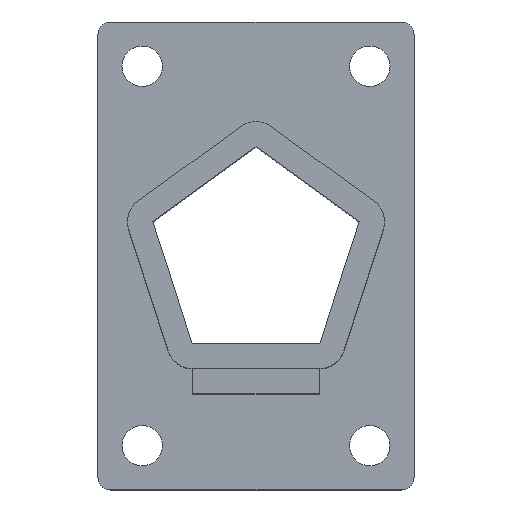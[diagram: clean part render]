
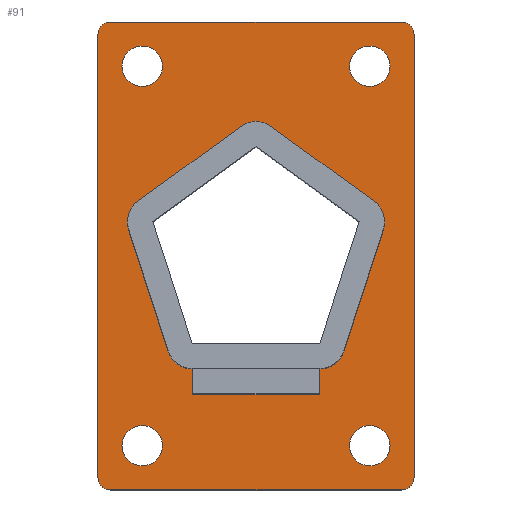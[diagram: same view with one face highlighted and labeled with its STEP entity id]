
A CAD part, top view. The second image highlights one B-rep face of the part: STEP entity #91.
In plain terms, the highlighted planar face has unit normal (0, 0, 1).
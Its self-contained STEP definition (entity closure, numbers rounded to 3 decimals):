
#21 = EDGE_CURVE('',#22,#24,#26,.T.);
#22 = VERTEX_POINT('',#23);
#23 = CARTESIAN_POINT('',(-5.047,-8.946,4.));
#24 = VERTEX_POINT('',#25);
#25 = CARTESIAN_POINT('',(5.047,-8.946,4.));
#26 = LINE('',#27,#28);
#27 = CARTESIAN_POINT('',(-6.5,-8.946,4.));
#28 = VECTOR('',#29,1.);
#29 = DIRECTION('',(1.,0.,0.));
#91 = ADVANCED_FACE('',(#92,#170,#240,#251,#262,#273),#284,.T.);
#92 = FACE_BOUND('',#93,.T.);
#93 = EDGE_LOOP('',(#94,#104,#113,#121,#130,#138,#145,#146,#155,#163));
#94 = ORIENTED_EDGE('',*,*,#95,.F.);
#95 = EDGE_CURVE('',#96,#98,#100,.T.);
#96 = VERTEX_POINT('',#97);
#97 = CARTESIAN_POINT('',(-1.176,10.204,4.));
#98 = VERTEX_POINT('',#99);
#99 = CARTESIAN_POINT('',(-9.342,4.271,4.));
#100 = LINE('',#101,#102);
#101 = CARTESIAN_POINT('',(0.,11.058,4.));
#102 = VECTOR('',#103,1.);
#103 = DIRECTION('',(-0.809,-0.588,0.));
#104 = ORIENTED_EDGE('',*,*,#105,.T.);
#105 = EDGE_CURVE('',#96,#106,#108,.T.);
#106 = VERTEX_POINT('',#107);
#107 = CARTESIAN_POINT('',(1.176,10.204,4.));
#108 = CIRCLE('',#109,2.);
#109 = AXIS2_PLACEMENT_3D('',#110,#111,#112);
#110 = CARTESIAN_POINT('',(0.,8.586,4.));
#111 = DIRECTION('',(-0.,-0.,-1.));
#112 = DIRECTION('',(0.,-1.,0.));
#113 = ORIENTED_EDGE('',*,*,#114,.F.);
#114 = EDGE_CURVE('',#115,#106,#117,.T.);
#115 = VERTEX_POINT('',#116);
#116 = CARTESIAN_POINT('',(9.342,4.271,4.));
#117 = LINE('',#118,#119);
#118 = CARTESIAN_POINT('',(10.517,3.417,4.));
#119 = VECTOR('',#120,1.);
#120 = DIRECTION('',(-0.809,0.588,0.));
#121 = ORIENTED_EDGE('',*,*,#122,.F.);
#122 = EDGE_CURVE('',#123,#115,#125,.T.);
#123 = VERTEX_POINT('',#124);
#124 = CARTESIAN_POINT('',(10.068,2.035,4.));
#125 = CIRCLE('',#126,2.);
#126 = AXIS2_PLACEMENT_3D('',#127,#128,#129);
#127 = CARTESIAN_POINT('',(8.166,2.653,4.));
#128 = DIRECTION('',(-0.,0.,1.));
#129 = DIRECTION('',(0.,-1.,0.));
#130 = ORIENTED_EDGE('',*,*,#131,.F.);
#131 = EDGE_CURVE('',#132,#123,#134,.T.);
#132 = VERTEX_POINT('',#133);
#133 = CARTESIAN_POINT('',(6.949,-7.565,4.));
#134 = LINE('',#135,#136);
#135 = CARTESIAN_POINT('',(6.5,-8.946,4.));
#136 = VECTOR('',#137,1.);
#137 = DIRECTION('',(0.309,0.951,0.));
#138 = ORIENTED_EDGE('',*,*,#139,.F.);
#139 = EDGE_CURVE('',#24,#132,#140,.T.);
#140 = CIRCLE('',#141,2.);
#141 = AXIS2_PLACEMENT_3D('',#142,#143,#144);
#142 = CARTESIAN_POINT('',(5.047,-6.946,4.));
#143 = DIRECTION('',(-0.,0.,1.));
#144 = DIRECTION('',(0.,-1.,0.));
#145 = ORIENTED_EDGE('',*,*,#21,.F.);
#146 = ORIENTED_EDGE('',*,*,#147,.T.);
#147 = EDGE_CURVE('',#22,#148,#150,.T.);
#148 = VERTEX_POINT('',#149);
#149 = CARTESIAN_POINT('',(-6.949,-7.565,4.));
#150 = CIRCLE('',#151,2.);
#151 = AXIS2_PLACEMENT_3D('',#152,#153,#154);
#152 = CARTESIAN_POINT('',(-5.047,-6.946,4.));
#153 = DIRECTION('',(-0.,-0.,-1.));
#154 = DIRECTION('',(0.,-1.,0.));
#155 = ORIENTED_EDGE('',*,*,#156,.F.);
#156 = EDGE_CURVE('',#157,#148,#159,.T.);
#157 = VERTEX_POINT('',#158);
#158 = CARTESIAN_POINT('',(-10.068,2.035,4.));
#159 = LINE('',#160,#161);
#160 = CARTESIAN_POINT('',(-10.517,3.417,4.));
#161 = VECTOR('',#162,1.);
#162 = DIRECTION('',(0.309,-0.951,0.));
#163 = ORIENTED_EDGE('',*,*,#164,.T.);
#164 = EDGE_CURVE('',#157,#98,#165,.T.);
#165 = CIRCLE('',#166,2.);
#166 = AXIS2_PLACEMENT_3D('',#167,#168,#169);
#167 = CARTESIAN_POINT('',(-8.166,2.653,4.));
#168 = DIRECTION('',(-0.,-0.,-1.));
#169 = DIRECTION('',(0.,-1.,0.));
#170 = FACE_BOUND('',#171,.T.);
#171 = EDGE_LOOP('',(#172,#182,#191,#199,#208,#216,#225,#233));
#172 = ORIENTED_EDGE('',*,*,#173,.T.);
#173 = EDGE_CURVE('',#174,#176,#178,.T.);
#174 = VERTEX_POINT('',#175);
#175 = CARTESIAN_POINT('',(-12.5,17.5,4.));
#176 = VERTEX_POINT('',#177);
#177 = CARTESIAN_POINT('',(-12.5,-17.5,4.));
#178 = LINE('',#179,#180);
#179 = CARTESIAN_POINT('',(-12.5,18.5,4.));
#180 = VECTOR('',#181,1.);
#181 = DIRECTION('',(0.,-1.,0.));
#182 = ORIENTED_EDGE('',*,*,#183,.T.);
#183 = EDGE_CURVE('',#176,#184,#186,.T.);
#184 = VERTEX_POINT('',#185);
#185 = CARTESIAN_POINT('',(-11.5,-18.5,4.));
#186 = CIRCLE('',#187,1.);
#187 = AXIS2_PLACEMENT_3D('',#188,#189,#190);
#188 = CARTESIAN_POINT('',(-11.5,-17.5,4.));
#189 = DIRECTION('',(-0.,0.,1.));
#190 = DIRECTION('',(0.,-1.,0.));
#191 = ORIENTED_EDGE('',*,*,#192,.T.);
#192 = EDGE_CURVE('',#184,#193,#195,.T.);
#193 = VERTEX_POINT('',#194);
#194 = CARTESIAN_POINT('',(11.5,-18.5,4.));
#195 = LINE('',#196,#197);
#196 = CARTESIAN_POINT('',(-12.5,-18.5,4.));
#197 = VECTOR('',#198,1.);
#198 = DIRECTION('',(1.,0.,0.));
#199 = ORIENTED_EDGE('',*,*,#200,.T.);
#200 = EDGE_CURVE('',#193,#201,#203,.T.);
#201 = VERTEX_POINT('',#202);
#202 = CARTESIAN_POINT('',(12.5,-17.5,4.));
#203 = CIRCLE('',#204,1.);
#204 = AXIS2_PLACEMENT_3D('',#205,#206,#207);
#205 = CARTESIAN_POINT('',(11.5,-17.5,4.));
#206 = DIRECTION('',(-0.,0.,1.));
#207 = DIRECTION('',(0.,-1.,0.));
#208 = ORIENTED_EDGE('',*,*,#209,.T.);
#209 = EDGE_CURVE('',#201,#210,#212,.T.);
#210 = VERTEX_POINT('',#211);
#211 = CARTESIAN_POINT('',(12.5,17.5,4.));
#212 = LINE('',#213,#214);
#213 = CARTESIAN_POINT('',(12.5,-18.5,4.));
#214 = VECTOR('',#215,1.);
#215 = DIRECTION('',(0.,1.,0.));
#216 = ORIENTED_EDGE('',*,*,#217,.F.);
#217 = EDGE_CURVE('',#218,#210,#220,.T.);
#218 = VERTEX_POINT('',#219);
#219 = CARTESIAN_POINT('',(11.5,18.5,4.));
#220 = CIRCLE('',#221,1.);
#221 = AXIS2_PLACEMENT_3D('',#222,#223,#224);
#222 = CARTESIAN_POINT('',(11.5,17.5,4.));
#223 = DIRECTION('',(-0.,-0.,-1.));
#224 = DIRECTION('',(0.,-1.,0.));
#225 = ORIENTED_EDGE('',*,*,#226,.T.);
#226 = EDGE_CURVE('',#218,#227,#229,.T.);
#227 = VERTEX_POINT('',#228);
#228 = CARTESIAN_POINT('',(-11.5,18.5,4.));
#229 = LINE('',#230,#231);
#230 = CARTESIAN_POINT('',(12.5,18.5,4.));
#231 = VECTOR('',#232,1.);
#232 = DIRECTION('',(-1.,0.,0.));
#233 = ORIENTED_EDGE('',*,*,#234,.F.);
#234 = EDGE_CURVE('',#174,#227,#235,.T.);
#235 = CIRCLE('',#236,1.);
#236 = AXIS2_PLACEMENT_3D('',#237,#238,#239);
#237 = CARTESIAN_POINT('',(-11.5,17.5,4.));
#238 = DIRECTION('',(-0.,-0.,-1.));
#239 = DIRECTION('',(0.,-1.,0.));
#240 = FACE_BOUND('',#241,.T.);
#241 = EDGE_LOOP('',(#242));
#242 = ORIENTED_EDGE('',*,*,#243,.T.);
#243 = EDGE_CURVE('',#244,#244,#246,.T.);
#244 = VERTEX_POINT('',#245);
#245 = CARTESIAN_POINT('',(-7.4,-15.,4.));
#246 = CIRCLE('',#247,1.6);
#247 = AXIS2_PLACEMENT_3D('',#248,#249,#250);
#248 = CARTESIAN_POINT('',(-9.,-15.,4.));
#249 = DIRECTION('',(0.,0.,-1.));
#250 = DIRECTION('',(1.,0.,0.));
#251 = FACE_BOUND('',#252,.T.);
#252 = EDGE_LOOP('',(#253));
#253 = ORIENTED_EDGE('',*,*,#254,.T.);
#254 = EDGE_CURVE('',#255,#255,#257,.T.);
#255 = VERTEX_POINT('',#256);
#256 = CARTESIAN_POINT('',(10.6,-15.,4.));
#257 = CIRCLE('',#258,1.6);
#258 = AXIS2_PLACEMENT_3D('',#259,#260,#261);
#259 = CARTESIAN_POINT('',(9.,-15.,4.));
#260 = DIRECTION('',(0.,0.,-1.));
#261 = DIRECTION('',(1.,0.,0.));
#262 = FACE_BOUND('',#263,.T.);
#263 = EDGE_LOOP('',(#264));
#264 = ORIENTED_EDGE('',*,*,#265,.T.);
#265 = EDGE_CURVE('',#266,#266,#268,.T.);
#266 = VERTEX_POINT('',#267);
#267 = CARTESIAN_POINT('',(-7.4,15.,4.));
#268 = CIRCLE('',#269,1.6);
#269 = AXIS2_PLACEMENT_3D('',#270,#271,#272);
#270 = CARTESIAN_POINT('',(-9.,15.,4.));
#271 = DIRECTION('',(0.,0.,-1.));
#272 = DIRECTION('',(1.,0.,0.));
#273 = FACE_BOUND('',#274,.T.);
#274 = EDGE_LOOP('',(#275));
#275 = ORIENTED_EDGE('',*,*,#276,.T.);
#276 = EDGE_CURVE('',#277,#277,#279,.T.);
#277 = VERTEX_POINT('',#278);
#278 = CARTESIAN_POINT('',(10.6,15.,4.));
#279 = CIRCLE('',#280,1.6);
#280 = AXIS2_PLACEMENT_3D('',#281,#282,#283);
#281 = CARTESIAN_POINT('',(9.,15.,4.));
#282 = DIRECTION('',(0.,0.,-1.));
#283 = DIRECTION('',(1.,0.,0.));
#284 = PLANE('',#285);
#285 = AXIS2_PLACEMENT_3D('',#286,#287,#288);
#286 = CARTESIAN_POINT('',(0.,0.,4.));
#287 = DIRECTION('',(0.,0.,1.));
#288 = DIRECTION('',(1.,0.,0.));
